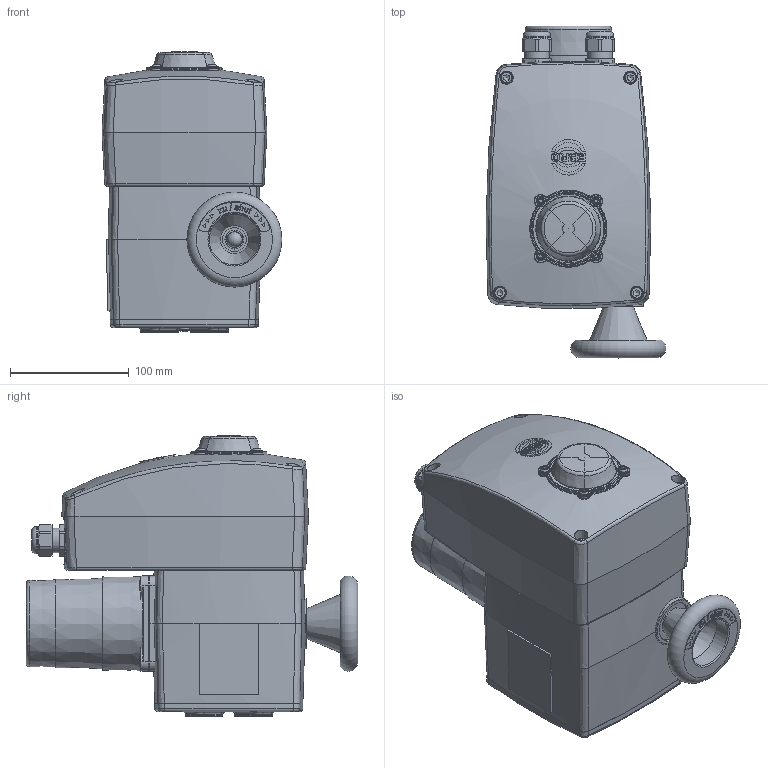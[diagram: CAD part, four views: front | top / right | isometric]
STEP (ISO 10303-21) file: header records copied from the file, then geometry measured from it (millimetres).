
FILE_DESCRIPTION((''),'2;1');
FILE_NAME('E065.stp','2012-06-04T14:11:50',('sloksnaitis'),(''),'Autodesk Inventor 2011','Autodesk Inventor 2011','');
FILE_SCHEMA(('AUTOMOTIVE_DESIGN { 1 0 10303 214 1 1 1 1 }'));
Length unit declared in the file: millimetre
Products named in the file (25): E3DM-065-0011-00; E3DM-010-0000-00; EGHF-065-0000-04; DIN 3760 AS AS - 20 x 35 x 7 - NBR; EHRD-065-0002-20 orange; Dichtscheibe M8; DIN 1587 M8; ESRW-065-0001-31; EKLE-065-0001-40; EMOT-065-0000-30; DIN EN ISO 4762  M5 x 12; EFLF-065-0000-11; DIN 6912 M6 x 16; ENUS-065-0005-41; DIN EN ISO 7045  H M5 x 8 - 4.8 - H; E3DM-000-0002-00; EKUF-000-0000-02; EKOF-000-0004-00; EKLE-000-0045-20 ESK; EKLE-000-0045-20 K2; EKLE-000-0045-20 K1; Torx-Schraube-M4x10; EKLE-000-0000-40; EKLE-000-0001-40; EHDW-000-0000-00
Assembly tree (36 placements, depth 4):
  E3DM-065-0011-00
    E3DM-010-0000-00
      EGHF-065-0000-04
      DIN 3760 AS AS - 20 x 35 x 7 - NBR
      EHRD-065-0002-20 orange
      Dichtscheibe M8
      DIN 1587 M8
      ESRW-065-0001-31
      EKLE-065-0001-40
      EMOT-065-0000-30
      DIN EN ISO 4762  M5 x 12  x4
      EFLF-065-0000-11
      DIN 6912 M6 x 16  x4
      ENUS-065-0005-41
      DIN EN ISO 7045  H M5 x 8 - 4.8 - H
    E3DM-000-0002-00
      EKUF-000-0000-02
      EKOF-000-0004-00
      EKLE-000-0045-20 ESK
        EKLE-000-0045-20 K2
        EKLE-000-0045-20 K1
      Torx-Schraube-M4x10  x4
      EKLE-000-0000-40  x2
      EKLE-000-0001-40  x2
      EHDW-000-0000-00  x2
Bounding box: 151.25 x 279 x 236 mm (x, y, z)
Volume: 2013638.3 mm3; surface area: 549212.6 mm2
Topology: 33 solids, 33 shells, 3160 faces, 7739 edges, 4706 vertices
Faces by surface type: plane 956, cylinder 855, bspline 534, torus 366, cone 353, sphere 96
Full cylindrical faces by diameter (mm): 2 x2, 2.459 x2, 3 x8, 3.242 x7, 3.5 x2, 4 x4, 4.134 x6, 4.567 x1, 4.7 x4, 4.917 x16, 5 x5, 5.2 x4, 5.3 x4, 5.5 x4, 6 x9, 6.5 x6, 6.6 x4, 6.647 x5, 7.2 x4, 8 x9, 8.5 x6, 9 x1, 10 x14, 10.5 x1, 11 x4, 12 x3, 12.3 x2, 12.5 x1, 13.5 x2, 13.7 x2
Entity records: 94636 total; most frequent: CARTESIAN_POINT 31795, DIRECTION 12672, ORIENTED_EDGE 12512, EDGE_CURVE 6256, AXIS2_PLACEMENT_3D 5304, VERTEX_POINT 4035, EDGE_LOOP 3445, CIRCLE 2813
